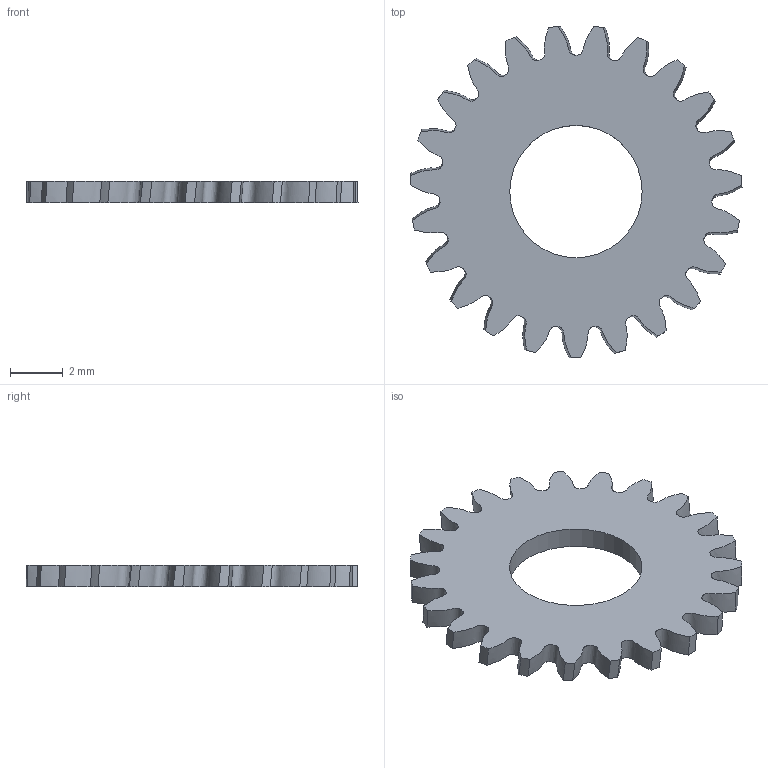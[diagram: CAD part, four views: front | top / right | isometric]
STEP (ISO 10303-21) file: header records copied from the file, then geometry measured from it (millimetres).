
FILE_DESCRIPTION(/* description */ (''),/* implementation_level */ '2;1');
FILE_NAME(/* name */ 'Schrägzahnrad 23z, m0,5, 5,5 grd.stp',/* time_stamp */ '2015-11-08T09:18:21+01:00',/* author */ ('Walter'),/* organization */ (''),/* preprocessor_version */ 'ST-DEVELOPER v16.1',/* originating_system */ 'Autodesk Inventor 2016',/* authorisation */ '');
FILE_SCHEMA (('AUTOMOTIVE_DESIGN { 1 0 10303 214 3 1 1 }'));
Length unit declared in the file: millimetre
Products named in the file (1): Schrägzahnrad 23z, m0,5, 5,5 grd
Bounding box: 12.55 x 12.53 x 0.8 mm (x, y, z)
Volume: 67.8 mm3; surface area: 236.7 mm2
Topology: 1 solids, 1 shells, 49 faces, 142 edges, 95 vertices
Faces by surface type: cylinder 24, bspline 23, plane 2
Full cylindrical faces by diameter (mm): 5 x1
Entity records: 8776 total; most frequent: CARTESIAN_POINT 7667, ORIENTED_EDGE 280, DIRECTION 150, EDGE_CURVE 140, VERTEX_POINT 94, B_SPLINE_CURVE_WITH_KNOTS 92, AXIS2_PLACEMENT_3D 75, EDGE_LOOP 52
